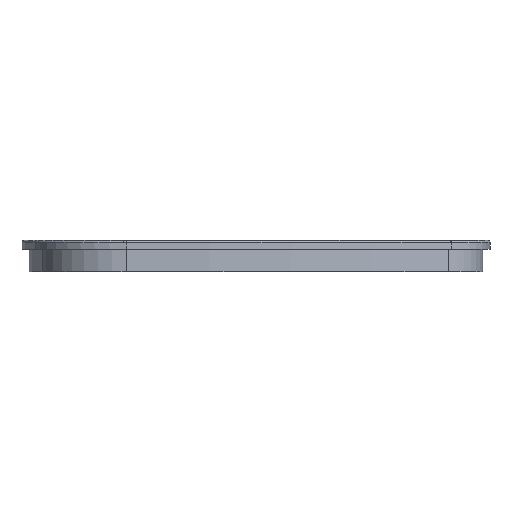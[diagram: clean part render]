
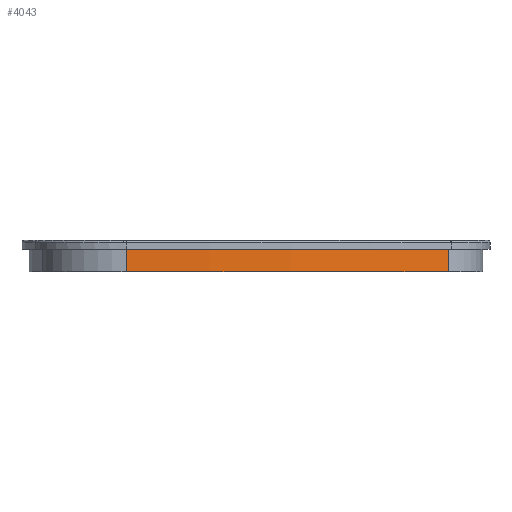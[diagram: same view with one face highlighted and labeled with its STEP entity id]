
A CAD part, left-side view. The second image highlights one B-rep face of the part: STEP entity #4043.
In plain terms, the highlighted cylindrical face has radius 196.838 mm (diameter 393.675 mm), a partial arc.
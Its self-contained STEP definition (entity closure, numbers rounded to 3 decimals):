
#133 = DIRECTION ( 'NONE',  ( 1., 0., 0. ) ) ;
#231 = DIRECTION ( 'NONE',  ( 1., 0., 0. ) ) ;
#888 = DIRECTION ( 'NONE',  ( 0., 0., 1. ) ) ;
#1115 = FACE_OUTER_BOUND ( 'NONE', #4077, .T. ) ;
#1241 = DIRECTION ( 'NONE',  ( 0., 0., 1. ) ) ;
#1354 = VERTEX_POINT ( 'NONE', #7268 ) ;
#1416 = EDGE_CURVE ( 'NONE', #3520, #1354, #5674, .T. ) ;
#1601 = DIRECTION ( 'NONE',  ( 0., 0., 1. ) ) ;
#1619 = CARTESIAN_POINT ( 'NONE',  ( -40.9, 30.03, -2. ) ) ;
#1715 = EDGE_CURVE ( 'NONE', #8113, #3520, #4906, .T. ) ;
#1774 = CYLINDRICAL_SURFACE ( 'NONE', #6757, 196.838 ) ;
#2247 = CARTESIAN_POINT ( 'NONE',  ( 155.863, 35.426, -7. ) ) ;
#3116 = VECTOR ( 'NONE', #1241, 1000. ) ;
#3212 = ORIENTED_EDGE ( 'NONE', *, *, #4281, .T. ) ;
#3520 = VERTEX_POINT ( 'NONE', #1619 ) ;
#3778 = DIRECTION ( 'NONE',  ( 0., 0., 1. ) ) ;
#3781 = VECTOR ( 'NONE', #4872, 1000. ) ;
#3800 = LINE ( 'NONE', #6934, #3116 ) ;
#3971 = CIRCLE ( 'NONE', #7675, 196.838 ) ;
#4043 = ADVANCED_FACE ( 'NONE', ( #1115 ), #1774, .T. ) ;
#4077 = EDGE_LOOP ( 'NONE', ( #7430, #8933, #3212, #5291 ) ) ;
#4281 = EDGE_CURVE ( 'NONE', #9073, #1354, #3800, .T. ) ;
#4872 = DIRECTION ( 'NONE',  ( 0., 0., 1. ) ) ;
#4906 = LINE ( 'NONE', #8361, #3781 ) ;
#5291 = ORIENTED_EDGE ( 'NONE', *, *, #1416, .F. ) ;
#5674 = CIRCLE ( 'NONE', #6230, 196.838 ) ;
#6230 = AXIS2_PLACEMENT_3D ( 'NONE', #8022, #3778, #133 ) ;
#6560 = DIRECTION ( 'NONE',  ( 1., 0., 0. ) ) ;
#6577 = CARTESIAN_POINT ( 'NONE',  ( 155.863, 35.426, -50. ) ) ;
#6757 = AXIS2_PLACEMENT_3D ( 'NONE', #6577, #1601, #231 ) ;
#6934 = CARTESIAN_POINT ( 'NONE',  ( -24.843, -42.615, -50. ) ) ;
#7268 = CARTESIAN_POINT ( 'NONE',  ( -24.843, -42.615, -2. ) ) ;
#7345 = EDGE_CURVE ( 'NONE', #8113, #9073, #3971, .T. ) ;
#7430 = ORIENTED_EDGE ( 'NONE', *, *, #1715, .F. ) ;
#7655 = CARTESIAN_POINT ( 'NONE',  ( -40.9, 30.03, -7. ) ) ;
#7675 = AXIS2_PLACEMENT_3D ( 'NONE', #2247, #888, #6560 ) ;
#8022 = CARTESIAN_POINT ( 'NONE',  ( 155.863, 35.426, -2. ) ) ;
#8113 = VERTEX_POINT ( 'NONE', #7655 ) ;
#8361 = CARTESIAN_POINT ( 'NONE',  ( -40.9, 30.03, -50. ) ) ;
#8933 = ORIENTED_EDGE ( 'NONE', *, *, #7345, .T. ) ;
#8967 = CARTESIAN_POINT ( 'NONE',  ( -24.843, -42.615, -7. ) ) ;
#9073 = VERTEX_POINT ( 'NONE', #8967 ) ;
